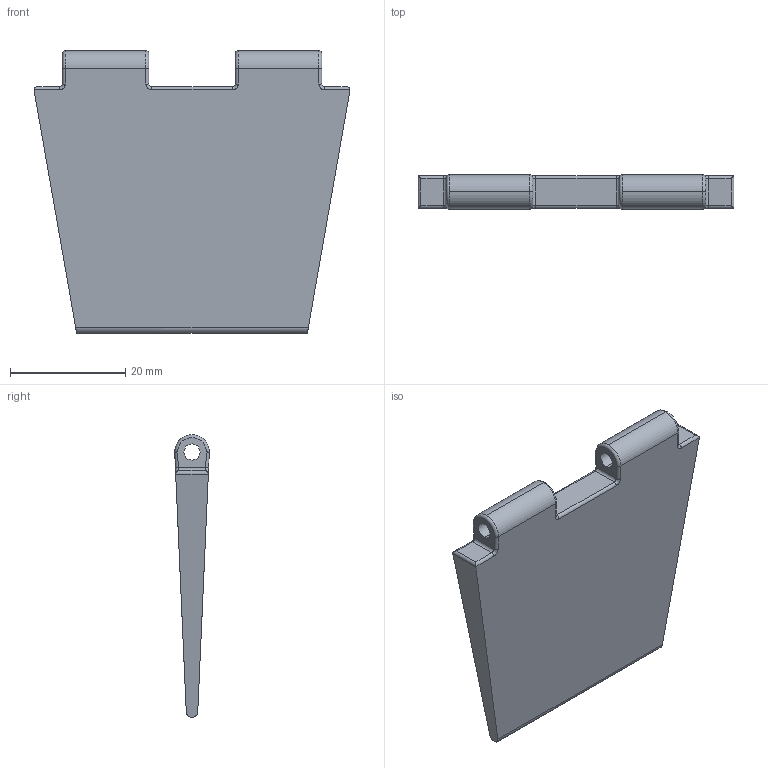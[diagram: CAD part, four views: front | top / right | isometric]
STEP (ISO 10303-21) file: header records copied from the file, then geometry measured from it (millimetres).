
FILE_DESCRIPTION (( 'STEP AP214' ), '1' );
FILE_NAME ('display_base.STEP', '2020-08-03T13:19:36', ( '' ), ( '' ), 'SwSTEP 2.0', 'SolidWorks 2019', '' );
FILE_SCHEMA (( 'AUTOMOTIVE_DESIGN' ));
Length unit declared in the file: millimetre
Products named in the file (1): display_base
Bounding box: 54.81 x 6 x 49 mm (x, y, z)
Volume: 8703.9 mm3; surface area: 5443.4 mm2
Topology: 1 solids, 1 shells, 63 faces, 148 edges, 90 vertices
Faces by surface type: cylinder 35, plane 14, bspline 8, torus 6
Entity records: 1950 total; most frequent: CARTESIAN_POINT 574, ORIENTED_EDGE 296, DIRECTION 266, EDGE_CURVE 148, AXIS2_PLACEMENT_3D 102, VERTEX_POINT 90, EDGE_LOOP 70, FACE_OUTER_BOUND 63
